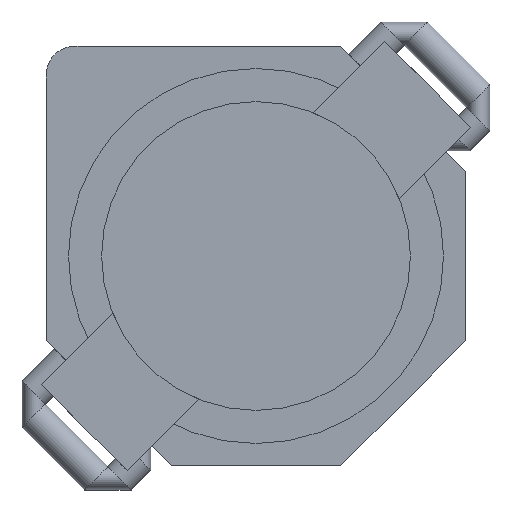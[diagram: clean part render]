
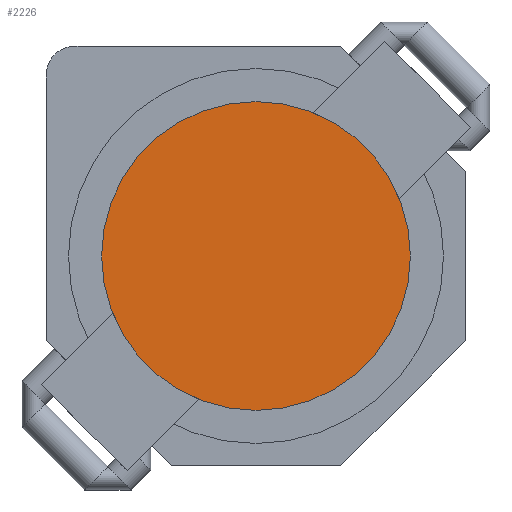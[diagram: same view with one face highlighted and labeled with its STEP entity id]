
A CAD part, front view. The second image highlights one B-rep face of the part: STEP entity #2226.
In plain terms, the highlighted planar face has unit normal (0, -1, 0).
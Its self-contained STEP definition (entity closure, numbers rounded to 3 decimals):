
#38 = DIRECTION ( 'NONE',  ( 0., 0., -1. ) ) ;
#52 = DIRECTION ( 'NONE',  ( 0., -1., 0. ) ) ;
#245 = AXIS2_PLACEMENT_3D ( 'NONE', #1825, #1107, #38 ) ;
#385 = AXIS2_PLACEMENT_3D ( 'NONE', #2201, #52, #437 ) ;
#396 = ORIENTED_EDGE ( 'NONE', *, *, #1601, .T. ) ;
#436 = AXIS2_PLACEMENT_3D ( 'NONE', #486, #1912, #1925 ) ;
#437 = DIRECTION ( 'NONE',  ( 0., 0., -1. ) ) ;
#486 = CARTESIAN_POINT ( 'NONE',  ( 0., 0., 0. ) ) ;
#956 = CARTESIAN_POINT ( 'NONE',  ( 0., 0., -1.4 ) ) ;
#1005 = PLANE ( 'NONE',  #436 ) ;
#1028 = CIRCLE ( 'NONE', #385, 1.4 ) ;
#1107 = DIRECTION ( 'NONE',  ( 0., -1., 0. ) ) ;
#1245 = CARTESIAN_POINT ( 'NONE',  ( 0., 0., 1.4 ) ) ;
#1465 = VERTEX_POINT ( 'NONE', #956 ) ;
#1518 = EDGE_CURVE ( 'NONE', #1465, #1819, #1028, .T. ) ;
#1601 = EDGE_CURVE ( 'NONE', #1819, #1465, #2103, .T. ) ;
#1819 = VERTEX_POINT ( 'NONE', #1245 ) ;
#1825 = CARTESIAN_POINT ( 'NONE',  ( 0., 0., 0. ) ) ;
#1899 = FACE_OUTER_BOUND ( 'NONE', #2249, .T. ) ;
#1912 = DIRECTION ( 'NONE',  ( 0., 1., 0. ) ) ;
#1925 = DIRECTION ( 'NONE',  ( 0., 0., 1. ) ) ;
#2103 = CIRCLE ( 'NONE', #245, 1.4 ) ;
#2146 = ORIENTED_EDGE ( 'NONE', *, *, #1518, .T. ) ;
#2201 = CARTESIAN_POINT ( 'NONE',  ( 0., 0., 0. ) ) ;
#2226 = ADVANCED_FACE ( 'NONE', ( #1899 ), #1005, .F. ) ;
#2249 = EDGE_LOOP ( 'NONE', ( #2146, #396 ) ) ;
